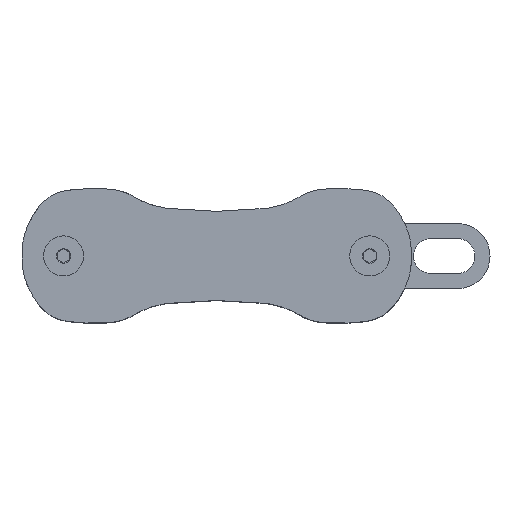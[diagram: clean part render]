
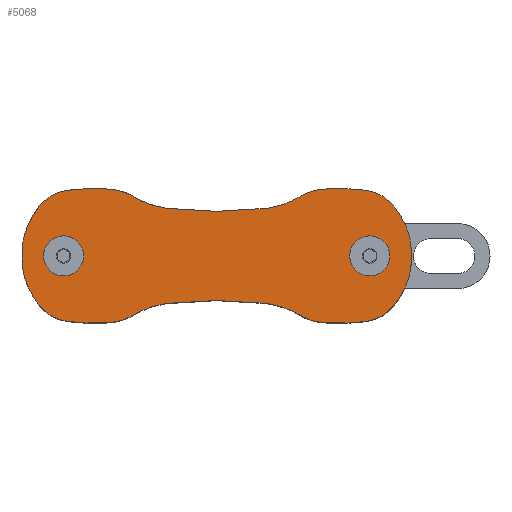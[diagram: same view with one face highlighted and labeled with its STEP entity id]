
A CAD part, top view. The second image highlights one B-rep face of the part: STEP entity #5068.
In plain terms, the highlighted planar face has unit normal (0, 0, 1).
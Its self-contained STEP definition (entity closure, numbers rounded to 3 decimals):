
#14=(
BOUNDED_CURVE()
B_SPLINE_CURVE(5,(#9581,#9582,#9583,#9584,#9585,#9586,#9587,#9588,#9589,
#9590,#9591,#9592,#9593,#9594,#9595,#9596,#9597,#9598,#9599,#9600),
 .UNSPECIFIED.,.F.,.F.)
B_SPLINE_CURVE_WITH_KNOTS((6,1,1,1,1,1,1,1,1,1,1,1,1,1,1,6),(0.,0.067,
0.133,0.2,0.267,0.333,0.4,0.467,
0.533,0.6,0.667,0.733,0.8,0.867,
0.933,1.),.UNSPECIFIED.)
CURVE()
GEOMETRIC_REPRESENTATION_ITEM()
RATIONAL_B_SPLINE_CURVE((1.,1.,1.,1.,1.,1.,1.,1.,1.,1.,1.,1.,1.,1.,1.,1.,
1.,1.,1.,1.))
REPRESENTATION_ITEM('')
);
#16=(
BOUNDED_CURVE()
B_SPLINE_CURVE(5,(#9666,#9667,#9668,#9669,#9670,#9671,#9672,#9673,#9674,
#9675,#9676,#9677,#9678,#9679,#9680,#9681,#9682,#9683,#9684,#9685),
 .UNSPECIFIED.,.F.,.F.)
B_SPLINE_CURVE_WITH_KNOTS((6,1,1,1,1,1,1,1,1,1,1,1,1,1,1,6),(0.,0.067,
0.133,0.2,0.267,0.333,0.4,0.467,
0.533,0.6,0.667,0.733,0.8,0.867,
0.933,1.),.UNSPECIFIED.)
CURVE()
GEOMETRIC_REPRESENTATION_ITEM()
RATIONAL_B_SPLINE_CURVE((1.,1.,1.,1.,1.,1.,1.,1.,1.,1.,1.,1.,1.,1.,1.,1.,
1.,1.,1.,1.))
REPRESENTATION_ITEM('')
);
#18=(
BOUNDED_CURVE()
B_SPLINE_CURVE(5,(#9749,#9750,#9751,#9752,#9753,#9754,#9755,#9756,#9757,
#9758,#9759,#9760,#9761,#9762,#9763,#9764,#9765,#9766,#9767,#9768),
 .UNSPECIFIED.,.F.,.F.)
B_SPLINE_CURVE_WITH_KNOTS((6,1,1,1,1,1,1,1,1,1,1,1,1,1,1,6),(0.,0.067,
0.133,0.2,0.267,0.333,0.4,0.467,
0.533,0.6,0.667,0.733,0.8,0.867,
0.933,1.),.UNSPECIFIED.)
CURVE()
GEOMETRIC_REPRESENTATION_ITEM()
RATIONAL_B_SPLINE_CURVE((1.,1.,1.,1.,1.,1.,1.,1.,1.,1.,1.,1.,1.,1.,1.,1.,
1.,1.,1.,1.))
REPRESENTATION_ITEM('')
);
#20=(
BOUNDED_CURVE()
B_SPLINE_CURVE(5,(#9831,#9832,#9833,#9834,#9835,#9836,#9837,#9838,#9839,
#9840,#9841,#9842,#9843,#9844,#9845,#9846,#9847,#9848,#9849,#9850),
 .UNSPECIFIED.,.F.,.F.)
B_SPLINE_CURVE_WITH_KNOTS((6,1,1,1,1,1,1,1,1,1,1,1,1,1,1,6),(0.,0.067,
0.133,0.2,0.267,0.333,0.4,0.467,
0.533,0.6,0.667,0.733,0.8,0.867,
0.933,1.),.UNSPECIFIED.)
CURVE()
GEOMETRIC_REPRESENTATION_ITEM()
RATIONAL_B_SPLINE_CURVE((1.,1.,1.,1.,1.,1.,1.,1.,1.,1.,1.,1.,1.,1.,1.,1.,
1.,1.,1.,1.))
REPRESENTATION_ITEM('')
);
#489=FACE_BOUND('',#1015,.T.);
#490=FACE_BOUND('',#1016,.T.);
#701=FACE_OUTER_BOUND('',#1014,.T.);
#1014=EDGE_LOOP('',(#4253,#4254,#4255,#4256));
#1015=EDGE_LOOP('',(#4257));
#1016=EDGE_LOOP('',(#4258));
#1332=CIRCLE('',#5674,4.);
#1336=CIRCLE('',#5680,4.);
#2359=VERTEX_POINT('',#9516);
#2363=VERTEX_POINT('',#9528);
#2366=VERTEX_POINT('',#9579);
#2367=VERTEX_POINT('',#9580);
#2370=VERTEX_POINT('',#9665);
#2372=VERTEX_POINT('',#9748);
#3007=EDGE_CURVE('',#2359,#2359,#1332,.T.);
#3013=EDGE_CURVE('',#2363,#2363,#1336,.T.);
#3019=EDGE_CURVE('',#2366,#2367,#14,.T.);
#3023=EDGE_CURVE('',#2366,#2370,#16,.T.);
#3026=EDGE_CURVE('',#2372,#2370,#18,.T.);
#3029=EDGE_CURVE('',#2372,#2367,#20,.T.);
#4253=ORIENTED_EDGE('',*,*,#3029,.T.);
#4254=ORIENTED_EDGE('',*,*,#3019,.F.);
#4255=ORIENTED_EDGE('',*,*,#3023,.T.);
#4256=ORIENTED_EDGE('',*,*,#3026,.F.);
#4257=ORIENTED_EDGE('',*,*,#3007,.T.);
#4258=ORIENTED_EDGE('',*,*,#3013,.T.);
#4843=PLANE('',#5685);
#5068=ADVANCED_FACE('',(#701,#489,#490),#4843,.T.);
#5674=AXIS2_PLACEMENT_3D('',#9517,#6863,#6864);
#5680=AXIS2_PLACEMENT_3D('',#9529,#6877,#6878);
#5685=AXIS2_PLACEMENT_3D('',#9871,#6894,#6895);
#6863=DIRECTION('center_axis',(0.,0.,-1.));
#6864=DIRECTION('ref_axis',(-1.,0.,0.));
#6877=DIRECTION('center_axis',(0.,0.,-1.));
#6878=DIRECTION('ref_axis',(-1.,0.,0.));
#6894=DIRECTION('center_axis',(0.,0.,1.));
#6895=DIRECTION('ref_axis',(1.,0.,0.));
#9516=CARTESIAN_POINT('',(-51.55,0.427,0.));
#9517=CARTESIAN_POINT('Origin',(-55.55,0.427,0.));
#9528=CARTESIAN_POINT('',(9.55,0.427,0.));
#9529=CARTESIAN_POINT('Origin',(5.55,0.427,0.));
#9579=CARTESIAN_POINT('',(-25.,9.327,0.));
#9580=CARTESIAN_POINT('',(13.857,0.427,0.));
#9581=CARTESIAN_POINT('Ctrl Pts',(-25.,9.327,0.));
#9582=CARTESIAN_POINT('Ctrl Pts',(-23.12,9.322,0.));
#9583=CARTESIAN_POINT('Ctrl Pts',(-19.699,9.379,0.));
#9584=CARTESIAN_POINT('Ctrl Pts',(-15.584,9.663,0.));
#9585=CARTESIAN_POINT('Ctrl Pts',(-11.941,10.388,0.));
#9586=CARTESIAN_POINT('Ctrl Pts',(-9.428,11.594,0.));
#9587=CARTESIAN_POINT('Ctrl Pts',(-7.7,12.761,0.));
#9588=CARTESIAN_POINT('Ctrl Pts',(-5.658,13.599,0.));
#9589=CARTESIAN_POINT('Ctrl Pts',(-2.619,13.925,0.));
#9590=CARTESIAN_POINT('Ctrl Pts',(1.128,13.861,0.));
#9591=CARTESIAN_POINT('Ctrl Pts',(4.418,13.693,0.));
#9592=CARTESIAN_POINT('Ctrl Pts',(7.139,13.084,0.));
#9593=CARTESIAN_POINT('Ctrl Pts',(9.333,11.734,0.));
#9594=CARTESIAN_POINT('Ctrl Pts',(11.232,9.427,0.));
#9595=CARTESIAN_POINT('Ctrl Pts',(12.693,6.772,0.));
#9596=CARTESIAN_POINT('Ctrl Pts',(13.519,4.451,0.));
#9597=CARTESIAN_POINT('Ctrl Pts',(13.798,2.806,0.));
#9598=CARTESIAN_POINT('Ctrl Pts',(13.868,1.619,0.));
#9599=CARTESIAN_POINT('Ctrl Pts',(13.868,0.825,0.));
#9600=CARTESIAN_POINT('Ctrl Pts',(13.857,0.427,0.));
#9665=CARTESIAN_POINT('',(-63.857,0.427,0.));
#9666=CARTESIAN_POINT('Ctrl Pts',(-25.,9.327,0.));
#9667=CARTESIAN_POINT('Ctrl Pts',(-26.88,9.322,0.));
#9668=CARTESIAN_POINT('Ctrl Pts',(-30.301,9.379,0.));
#9669=CARTESIAN_POINT('Ctrl Pts',(-34.416,9.663,0.));
#9670=CARTESIAN_POINT('Ctrl Pts',(-38.059,10.388,0.));
#9671=CARTESIAN_POINT('Ctrl Pts',(-40.572,11.594,0.));
#9672=CARTESIAN_POINT('Ctrl Pts',(-42.3,12.761,0.));
#9673=CARTESIAN_POINT('Ctrl Pts',(-44.342,13.599,0.));
#9674=CARTESIAN_POINT('Ctrl Pts',(-47.381,13.925,0.));
#9675=CARTESIAN_POINT('Ctrl Pts',(-51.128,13.861,0.));
#9676=CARTESIAN_POINT('Ctrl Pts',(-54.418,13.693,0.));
#9677=CARTESIAN_POINT('Ctrl Pts',(-57.139,13.084,0.));
#9678=CARTESIAN_POINT('Ctrl Pts',(-59.333,11.734,0.));
#9679=CARTESIAN_POINT('Ctrl Pts',(-61.232,9.427,0.));
#9680=CARTESIAN_POINT('Ctrl Pts',(-62.693,6.772,0.));
#9681=CARTESIAN_POINT('Ctrl Pts',(-63.519,4.451,0.));
#9682=CARTESIAN_POINT('Ctrl Pts',(-63.798,2.806,0.));
#9683=CARTESIAN_POINT('Ctrl Pts',(-63.868,1.619,0.));
#9684=CARTESIAN_POINT('Ctrl Pts',(-63.868,0.825,0.));
#9685=CARTESIAN_POINT('Ctrl Pts',(-63.857,0.427,0.));
#9748=CARTESIAN_POINT('',(-25.,-8.473,0.));
#9749=CARTESIAN_POINT('Ctrl Pts',(-25.,-8.473,0.));
#9750=CARTESIAN_POINT('Ctrl Pts',(-26.88,-8.468,0.));
#9751=CARTESIAN_POINT('Ctrl Pts',(-30.301,-8.525,0.));
#9752=CARTESIAN_POINT('Ctrl Pts',(-34.416,-8.809,0.));
#9753=CARTESIAN_POINT('Ctrl Pts',(-38.059,-9.534,0.));
#9754=CARTESIAN_POINT('Ctrl Pts',(-40.572,-10.74,0.));
#9755=CARTESIAN_POINT('Ctrl Pts',(-42.3,-11.906,0.));
#9756=CARTESIAN_POINT('Ctrl Pts',(-44.342,-12.745,0.));
#9757=CARTESIAN_POINT('Ctrl Pts',(-47.381,-13.071,0.));
#9758=CARTESIAN_POINT('Ctrl Pts',(-51.128,-13.006,0.));
#9759=CARTESIAN_POINT('Ctrl Pts',(-54.418,-12.839,0.));
#9760=CARTESIAN_POINT('Ctrl Pts',(-57.139,-12.229,0.));
#9761=CARTESIAN_POINT('Ctrl Pts',(-59.333,-10.88,0.));
#9762=CARTESIAN_POINT('Ctrl Pts',(-61.232,-8.573,0.));
#9763=CARTESIAN_POINT('Ctrl Pts',(-62.693,-5.918,0.));
#9764=CARTESIAN_POINT('Ctrl Pts',(-63.519,-3.596,0.));
#9765=CARTESIAN_POINT('Ctrl Pts',(-63.798,-1.951,0.));
#9766=CARTESIAN_POINT('Ctrl Pts',(-63.868,-0.765,0.));
#9767=CARTESIAN_POINT('Ctrl Pts',(-63.868,0.03,0.));
#9768=CARTESIAN_POINT('Ctrl Pts',(-63.857,0.427,0.));
#9831=CARTESIAN_POINT('Ctrl Pts',(-25.,-8.473,0.));
#9832=CARTESIAN_POINT('Ctrl Pts',(-23.12,-8.468,0.));
#9833=CARTESIAN_POINT('Ctrl Pts',(-19.699,-8.525,0.));
#9834=CARTESIAN_POINT('Ctrl Pts',(-15.584,-8.809,0.));
#9835=CARTESIAN_POINT('Ctrl Pts',(-11.941,-9.534,0.));
#9836=CARTESIAN_POINT('Ctrl Pts',(-9.428,-10.74,0.));
#9837=CARTESIAN_POINT('Ctrl Pts',(-7.7,-11.906,0.));
#9838=CARTESIAN_POINT('Ctrl Pts',(-5.658,-12.745,0.));
#9839=CARTESIAN_POINT('Ctrl Pts',(-2.619,-13.071,0.));
#9840=CARTESIAN_POINT('Ctrl Pts',(1.128,-13.006,0.));
#9841=CARTESIAN_POINT('Ctrl Pts',(4.418,-12.839,0.));
#9842=CARTESIAN_POINT('Ctrl Pts',(7.139,-12.229,0.));
#9843=CARTESIAN_POINT('Ctrl Pts',(9.333,-10.88,0.));
#9844=CARTESIAN_POINT('Ctrl Pts',(11.232,-8.573,0.));
#9845=CARTESIAN_POINT('Ctrl Pts',(12.693,-5.918,0.));
#9846=CARTESIAN_POINT('Ctrl Pts',(13.519,-3.596,0.));
#9847=CARTESIAN_POINT('Ctrl Pts',(13.798,-1.951,0.));
#9848=CARTESIAN_POINT('Ctrl Pts',(13.868,-0.765,0.));
#9849=CARTESIAN_POINT('Ctrl Pts',(13.868,0.03,0.));
#9850=CARTESIAN_POINT('Ctrl Pts',(13.857,0.427,0.));
#9871=CARTESIAN_POINT('Origin',(-25.,0.427,0.));
